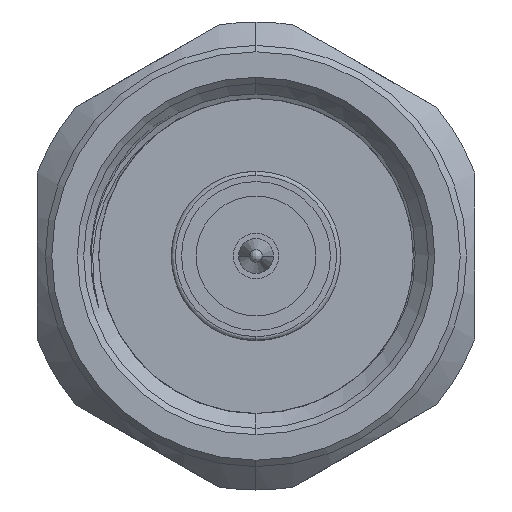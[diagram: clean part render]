
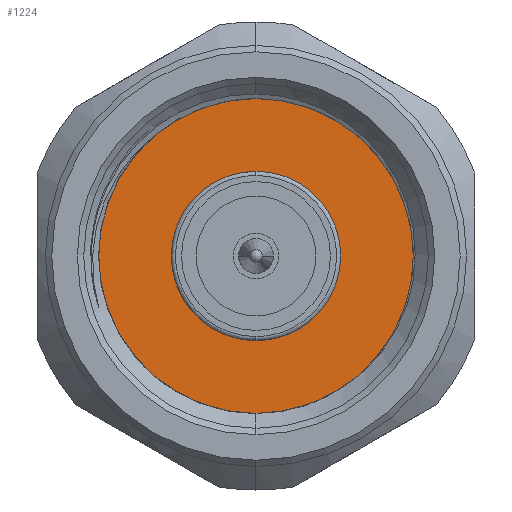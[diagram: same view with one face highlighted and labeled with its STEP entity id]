
A CAD part, left-side view. The second image highlights one B-rep face of the part: STEP entity #1224.
In plain terms, the highlighted planar face has unit normal (-1, 0, 0).
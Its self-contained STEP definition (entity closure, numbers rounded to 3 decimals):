
#381 = AXIS2_PLACEMENT_3D ( 'NONE', #2625, #5733, #4391 ) ;
#924 = AXIS2_PLACEMENT_3D ( 'NONE', #4890, #2175, #3532 ) ;
#928 = VERTEX_POINT ( 'NONE', #3735 ) ;
#1066 = EDGE_CURVE ( 'NONE', #3667, #1954, #4802, .T. ) ;
#1119 = EDGE_CURVE ( 'NONE', #928, #5012, #5427, .T. ) ;
#1224 = ADVANCED_FACE ( 'NONE', ( #5504, #2823 ), #2717, .F. ) ;
#1843 = ORIENTED_EDGE ( 'NONE', *, *, #4663, .F. ) ;
#1954 = VERTEX_POINT ( 'NONE', #2715 ) ;
#2071 = CARTESIAN_POINT ( 'NONE',  ( 9.15, 0., 7.7 ) ) ;
#2175 = DIRECTION ( 'NONE',  ( -1., 0., 0. ) ) ;
#2264 = DIRECTION ( 'NONE',  ( 1., 0., 0. ) ) ;
#2339 = EDGE_CURVE ( 'NONE', #1954, #3667, #3526, .T. ) ;
#2397 = DIRECTION ( 'NONE',  ( 0., 0., 1. ) ) ;
#2587 = DIRECTION ( 'NONE',  ( 1., 0., 0. ) ) ;
#2625 = CARTESIAN_POINT ( 'NONE',  ( 9.15, 0., 0. ) ) ;
#2715 = CARTESIAN_POINT ( 'NONE',  ( 9.15, 0., -7.7 ) ) ;
#2717 = PLANE ( 'NONE',  #4772 ) ;
#2763 = EDGE_LOOP ( 'NONE', ( #3672, #4995 ) ) ;
#2823 = FACE_BOUND ( 'NONE', #4821, .T. ) ;
#2930 = DIRECTION ( 'NONE',  ( 1., 0., 0. ) ) ;
#3084 = ORIENTED_EDGE ( 'NONE', *, *, #1119, .F. ) ;
#3356 = CARTESIAN_POINT ( 'NONE',  ( 9.15, 0., 0. ) ) ;
#3526 = CIRCLE ( 'NONE', #5221, 7.7 ) ;
#3532 = DIRECTION ( 'NONE',  ( 0., 0., 1. ) ) ;
#3667 = VERTEX_POINT ( 'NONE', #2071 ) ;
#3672 = ORIENTED_EDGE ( 'NONE', *, *, #1066, .F. ) ;
#3735 = CARTESIAN_POINT ( 'NONE',  ( 9.15, 0., 3.985 ) ) ;
#4391 = DIRECTION ( 'NONE',  ( 0., 0., 1. ) ) ;
#4663 = EDGE_CURVE ( 'NONE', #5012, #928, #4747, .T. ) ;
#4747 = CIRCLE ( 'NONE', #924, 3.985 ) ;
#4772 = AXIS2_PLACEMENT_3D ( 'NONE', #4906, #2264, #5385 ) ;
#4802 = CIRCLE ( 'NONE', #5550, 7.7 ) ;
#4821 = EDGE_LOOP ( 'NONE', ( #3084, #1843 ) ) ;
#4890 = CARTESIAN_POINT ( 'NONE',  ( 9.15, 0., 0. ) ) ;
#4906 = CARTESIAN_POINT ( 'NONE',  ( 9.15, 0., 0. ) ) ;
#4995 = ORIENTED_EDGE ( 'NONE', *, *, #2339, .F. ) ;
#5007 = CARTESIAN_POINT ( 'NONE',  ( 9.15, 0., -3.985 ) ) ;
#5012 = VERTEX_POINT ( 'NONE', #5007 ) ;
#5221 = AXIS2_PLACEMENT_3D ( 'NONE', #3356, #2930, #2397 ) ;
#5325 = CARTESIAN_POINT ( 'NONE',  ( 9.15, 0., 0. ) ) ;
#5385 = DIRECTION ( 'NONE',  ( 0., 0., -1. ) ) ;
#5427 = CIRCLE ( 'NONE', #381, 3.985 ) ;
#5504 = FACE_OUTER_BOUND ( 'NONE', #2763, .T. ) ;
#5550 = AXIS2_PLACEMENT_3D ( 'NONE', #5325, #2587, #5684 ) ;
#5684 = DIRECTION ( 'NONE',  ( 0., 0., 1. ) ) ;
#5733 = DIRECTION ( 'NONE',  ( -1., 0., 0. ) ) ;
